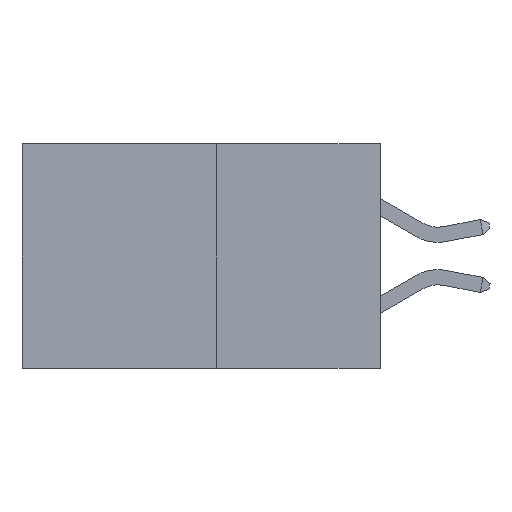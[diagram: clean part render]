
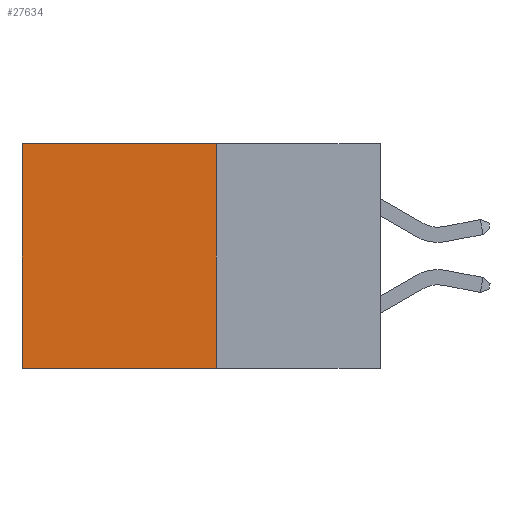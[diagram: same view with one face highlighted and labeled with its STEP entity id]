
A CAD part, left-side view. The second image highlights one B-rep face of the part: STEP entity #27634.
In plain terms, the highlighted planar face has unit normal (-1, 0, 0).
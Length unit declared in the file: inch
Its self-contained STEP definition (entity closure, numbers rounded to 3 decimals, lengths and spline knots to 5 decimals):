
#3796 = ORIENTED_EDGE ( 'NONE', *, *, #26476, .F. ) ;
#5460 = CARTESIAN_POINT ( 'NONE',  ( 0.277, 0.27, -0.37 ) ) ;
#5785 = LINE ( 'NONE', #21332, #11966 ) ;
#7186 = VERTEX_POINT ( 'NONE', #20975 ) ;
#7695 = VERTEX_POINT ( 'NONE', #11615 ) ;
#7958 = ORIENTED_EDGE ( 'NONE', *, *, #21396, .F. ) ;
#8486 = CARTESIAN_POINT ( 'NONE',  ( 0.277, 0.27, -0.37 ) ) ;
#8580 = PLANE ( 'NONE',  #26046 ) ;
#8591 = EDGE_LOOP ( 'NONE', ( #11897, #7958, #3796, #12206 ) ) ;
#8923 = CARTESIAN_POINT ( 'NONE',  ( 0.277, 0.59, -0.37 ) ) ;
#9527 = CARTESIAN_POINT ( 'NONE',  ( 0.277, 0.59, 0. ) ) ;
#9864 = DIRECTION ( 'NONE',  ( 0., 1., 0. ) ) ;
#10143 = DIRECTION ( 'NONE',  ( 0., 0., -1. ) ) ;
#10930 = DIRECTION ( 'NONE',  ( 0., 0., -1. ) ) ;
#11615 = CARTESIAN_POINT ( 'NONE',  ( 0.277, 0.59, -0.37 ) ) ;
#11677 = VERTEX_POINT ( 'NONE', #20055 ) ;
#11897 = ORIENTED_EDGE ( 'NONE', *, *, #19885, .T. ) ;
#11966 = VECTOR ( 'NONE', #9864, 39.37008 ) ;
#12206 = ORIENTED_EDGE ( 'NONE', *, *, #21219, .T. ) ;
#13050 = LINE ( 'NONE', #19642, #19167 ) ;
#18187 = LINE ( 'NONE', #8923, #23514 ) ;
#19167 = VECTOR ( 'NONE', #24092, 39.37008 ) ;
#19642 = CARTESIAN_POINT ( 'NONE',  ( 0.277, 0.27, -0.37 ) ) ;
#19885 = EDGE_CURVE ( 'NONE', #24941, #7695, #18187, .T. ) ;
#20055 = CARTESIAN_POINT ( 'NONE',  ( 0.277, 0.27, 0. ) ) ;
#20975 = CARTESIAN_POINT ( 'NONE',  ( 0.277, 0.27, -0.37 ) ) ;
#21219 = EDGE_CURVE ( 'NONE', #11677, #24941, #5785, .T. ) ;
#21275 = VECTOR ( 'NONE', #10143, 39.37008 ) ;
#21332 = CARTESIAN_POINT ( 'NONE',  ( 0.277, 0.27, 0. ) ) ;
#21396 = EDGE_CURVE ( 'NONE', #7186, #7695, #13050, .T. ) ;
#22000 = LINE ( 'NONE', #5460, #21275 ) ;
#23514 = VECTOR ( 'NONE', #27189, 39.37008 ) ;
#24092 = DIRECTION ( 'NONE',  ( 0., 1., 0. ) ) ;
#24610 = DIRECTION ( 'NONE',  ( 1., 0., 0. ) ) ;
#24941 = VERTEX_POINT ( 'NONE', #9527 ) ;
#25407 = FACE_OUTER_BOUND ( 'NONE', #8591, .T. ) ;
#26046 = AXIS2_PLACEMENT_3D ( 'NONE', #8486, #24610, #10930 ) ;
#26476 = EDGE_CURVE ( 'NONE', #11677, #7186, #22000, .T. ) ;
#27189 = DIRECTION ( 'NONE',  ( 0., 0., -1. ) ) ;
#27634 = ADVANCED_FACE ( 'NONE', ( #25407 ), #8580, .F. ) ;
